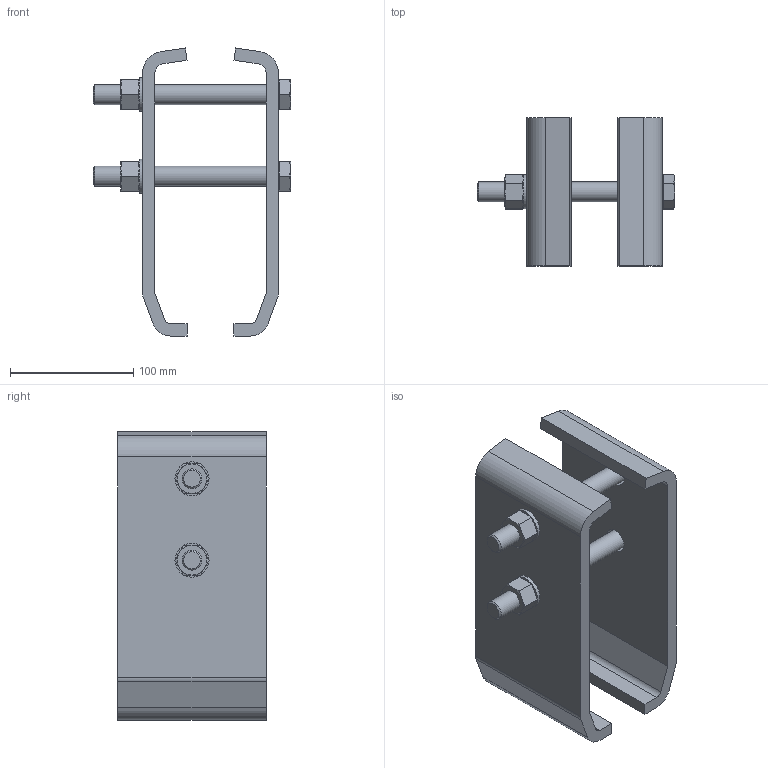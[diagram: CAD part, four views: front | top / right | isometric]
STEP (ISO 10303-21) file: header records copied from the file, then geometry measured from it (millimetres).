
FILE_DESCRIPTION(('STEP AP214'),'1');
FILE_NAME('PMH Klämma 1705.stp','2013-06-27T13:38:03',(' '),(' '),'Spatial InterOp 3D',' ',' ');
FILE_SCHEMA(('automotive_design'));
Length unit declared in the file: millimetre
Products named in the file (8): PMH Profilskena Kl_mma 1705; NAUO1; NAUO2; NAUO3; NAUO4; NAUO5; NAUO6; NAUO7
Assembly tree (7 placements, depth 2):
  PMH Profilskena Kl_mma 1705
    NAUO1
    NAUO2
    NAUO3
    NAUO4
    NAUO5
    NAUO6
    NAUO7
Bounding box: 160 x 120 x 233.39 mm (x, y, z)
Volume: 708853 mm3; surface area: 168637.6 mm2
Topology: 7 solids, 7 shells, 128 faces, 303 edges, 193 vertices
Faces by surface type: plane 70, cone 32, cylinder 24, torus 2
Full cylindrical faces by diameter (mm): 13.835 x2, 16 x2, 20 x4, 23.84 x2
Entity records: 4943 total; most frequent: CARTESIAN_POINT 966, DIRECTION 570, ORIENTED_EDGE 548, EDGE_CURVE 274, AXIS2_PLACEMENT_3D 220, VERTEX_POINT 184, EDGE_LOOP 164, FACE_OUTER_BOUND 140
